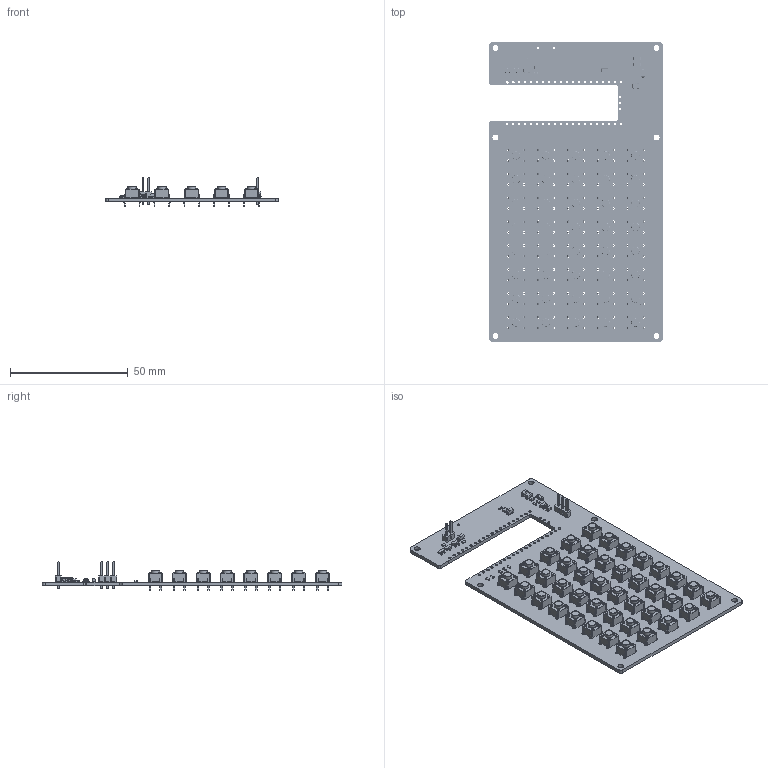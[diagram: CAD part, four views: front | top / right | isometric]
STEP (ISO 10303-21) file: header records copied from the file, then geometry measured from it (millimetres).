
FILE_DESCRIPTION(('KiCad electronic assembly'),'2;1');
FILE_NAME('ThinCalculator.step','2022-09-24T21:24:55',('Pcbnew'),( 'Kicad'),'Open CASCADE STEP processor 7.5','KiCad to STEP converter' ,'Unknown');
FILE_SCHEMA(('AUTOMOTIVE_DESIGN { 1 0 10303 214 1 1 1 1 }'));
Length unit declared in the file: millimetre
Products named in the file (20): ThinCalculator 1; SW_PUSH_6mm_H5mm; SOLID; PinHeader_1x02_P2.54mm_Vertical; R_0603_1608Metric; SOT-23; CP_EIA-3216-18_Kemet-A; PinHeader_1x03_P2.54mm_Vertical; D_SOD-123; SOT-23-5; C_0805_2012Metric; _autosave-ThinCalculator PCB
Assembly tree (74 placements, depth 3):
  ThinCalculator 1
    SW_PUSH_6mm_H5mm  x40
      SOLID
    PinHeader_1x02_P2.54mm_Vertical
      SOLID
    R_0603_1608Metric  x10
      SOLID
    SOT-23  x2
      SOLID
    CP_EIA-3216-18_Kemet-A  x4
      SOLID
    PinHeader_1x03_P2.54mm_Vertical
      SOLID
    D_SOD-123
      SOLID
    SOT-23-5  x2
      SOLID
    C_0805_2012Metric  x3
      SOLID
    _autosave-ThinCalculator PCB
Bounding box: 73.66 x 127.64 x 12.04 mm (x, y, z)
Volume: 19467.2 mm3; surface area: 27735.3 mm2
Topology: 65 solids, 65 shells, 5529 faces, 14538 edges, 9364 vertices
Faces by surface type: bspline 5293, cylinder 224, plane 12
Full cylindrical faces by diameter (mm): 0.9 x2, 1 x5, 1.02 x43, 1.1 x160, 2.5 x6
Entity records: 57737 total; most frequent: CARTESIAN_POINT 20078, ORIENTED_EDGE 4312, PCURVE 4312, DEFINITIONAL_REPRESENTATION 4312, B_SPLINE_CURVE_WITH_KNOTS 3948, DIRECTION 2728, EDGE_CURVE 2156, SURFACE_CURVE 1934
